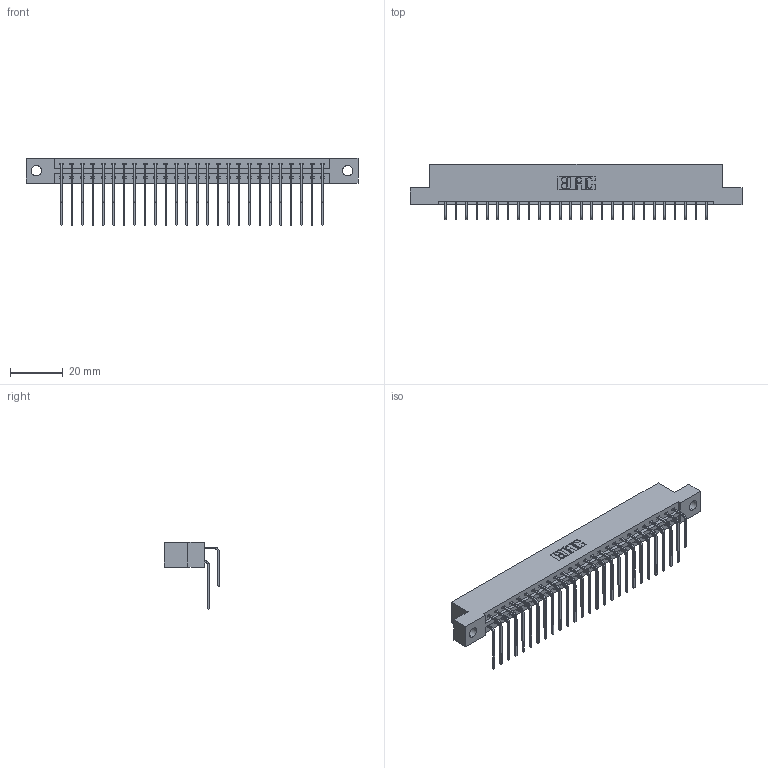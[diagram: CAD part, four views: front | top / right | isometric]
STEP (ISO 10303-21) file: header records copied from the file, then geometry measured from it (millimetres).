
FILE_DESCRIPTION (( 'STEP AP203' ), '1' );
FILE_NAME ('387-052-559-204.STEP', '2018-09-20T21:33:32', ( '' ), ( '' ), 'SwSTEP 2.0', 'SolidWorks 2016', '' );
FILE_SCHEMA (( 'CONFIG_CONTROL_DESIGN' ));
Length unit declared in the file: inch
Products named in the file (4): 387-052-559-204; 337 Part_Flush Mounting Lugs - 0.156 Dia-TH; 345-292-001_558 559 Tail - 1; 345-292-001_559 Tail - 2
Assembly tree (53 placements, depth 2):
  387-052-559-204
    337 Part_Flush Mounting Lugs - 0.156 Dia-TH
    345-292-001_558 559 Tail - 1  x26
    345-292-001_559 Tail - 2  x26
Bounding box: 126.03 x 20.9 x 25.53 mm (x, y, z)
Volume: 13281.7 mm3; surface area: 16163.2 mm2
Topology: 53 solids, 53 shells, 3026 faces, 8995 edges, 5926 vertices
Faces by surface type: plane 2150, cylinder 876
Entity records: 24015 total; most frequent: CARTESIAN_POINT 4105, ORIENTED_EDGE 3990, DIRECTION 3503, EDGE_CURVE 1995, LINE 1827, VECTOR 1827, VERTEX_POINT 1326, AXIS2_PLACEMENT_3D 838
